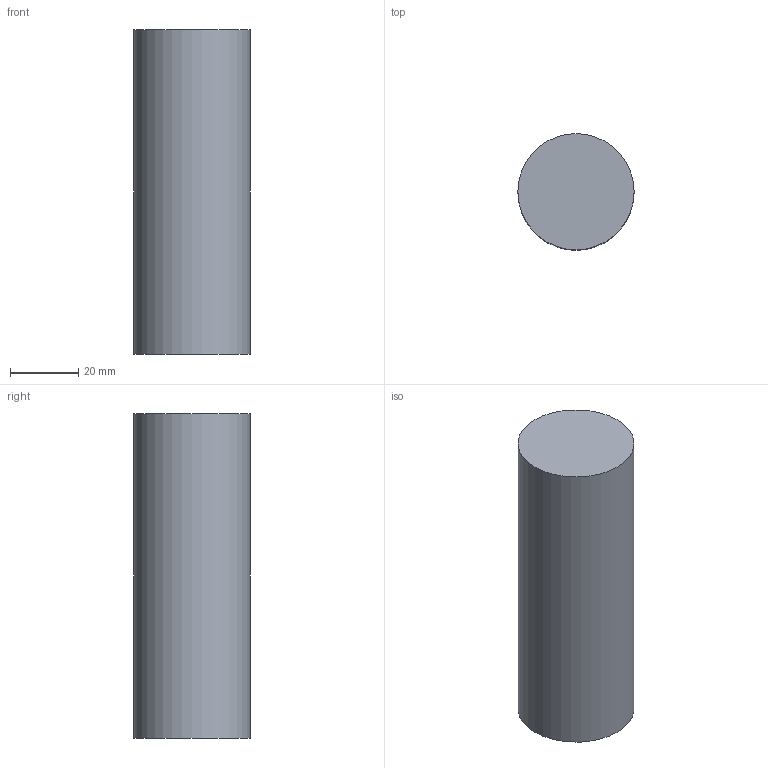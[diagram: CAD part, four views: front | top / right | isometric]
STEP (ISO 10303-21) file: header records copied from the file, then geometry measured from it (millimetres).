
FILE_DESCRIPTION(/* description */ (''),/* implementation_level */ '2;1');
FILE_NAME(/* name */ 'out.step',/* time_stamp */ '2023-08-14T00:46:08+08:00',/* author */ (''),/* organization */ (''),/* preprocessor_version */ 'ST-DEVELOPER v20',/* originating_system */ 'Autodesk Translation Framework v12.9.0.99',/* authorisation */ '');
FILE_SCHEMA (('AUTOMOTIVE_DESIGN { 1 0 10303 214 3 1 1 }'));
Length unit declared in the file: millimetre
Products named in the file (1): 无标题
Bounding box: 34 x 34 x 95 mm (x, y, z)
Volume: 44627.1 mm3; surface area: 26254.8 mm2
Topology: 1 solids, 4 shells, 18 faces, 30 edges, 20 vertices
Faces by surface type: plane 14, cylinder 4
Full cylindrical faces by diameter (mm): 34 x1
Entity records: 449 total; most frequent: DIRECTION 76, CARTESIAN_POINT 69, ORIENTED_EDGE 60, EDGE_CURVE 30, AXIS2_PLACEMENT_3D 27, LINE 22, VECTOR 22, VERTEX_POINT 20
